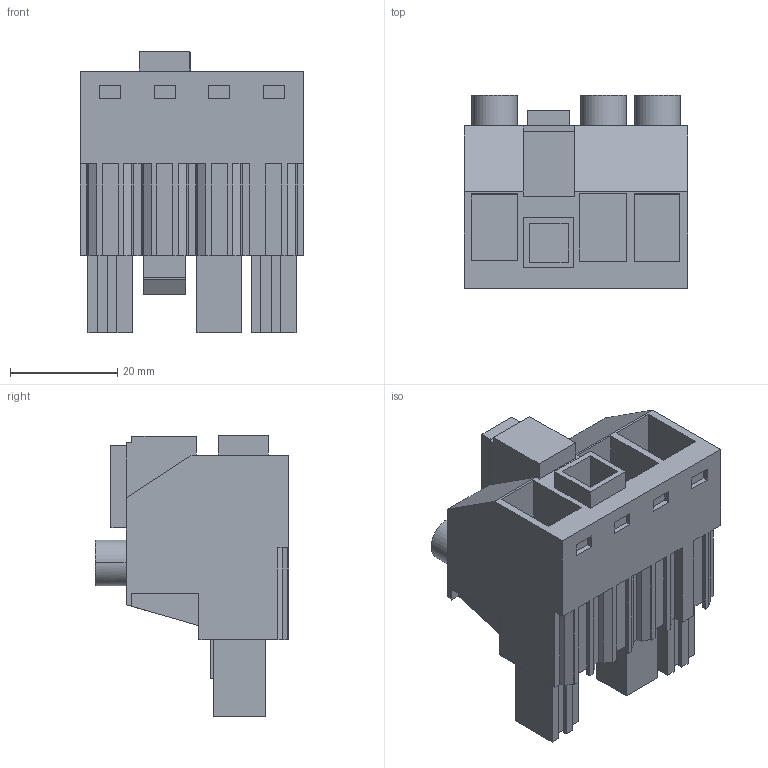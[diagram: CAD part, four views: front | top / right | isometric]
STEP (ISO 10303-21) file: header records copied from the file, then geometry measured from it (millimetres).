
FILE_DESCRIPTION(('CATIA V5 STEP Exchange','CAx-IF Rec.Pracs.--- Model Styling and Organization---1.4--- 2014-01-23'),'2;1');
FILE_NAME ('D1449464_1_1156610000_1156610000.stp','2022-06-01T10:14:15+00:00',('none'),('Weidmueller'),'CATIA Version 5-6 Release 2016 SP3 HF44','CATIA V5 STEP AP214','none');
FILE_SCHEMA(('AUTOMOTIVE_DESIGN { 1 0 10303 214 1 1 1 1 }'));
Length unit declared in the file: millimetre
Products named in the file (1): 1156610000
Bounding box: 41.74 x 36 x 52.5 mm (x, y, z)
Volume: 36856.6 mm3; surface area: 17709.2 mm2
Topology: 5 solids, 5 shells, 366 faces, 987 edges, 658 vertices
Faces by surface type: plane 339, cylinder 24, torus 3
Entity records: 11377 total; most frequent: CARTESIAN_POINT 2167, ORIENTED_EDGE 1974, DIRECTION 1538, EDGE_CURVE 987, VECTOR 918, LINE 918, VERTEX_POINT 658, EDGE_LOOP 395
